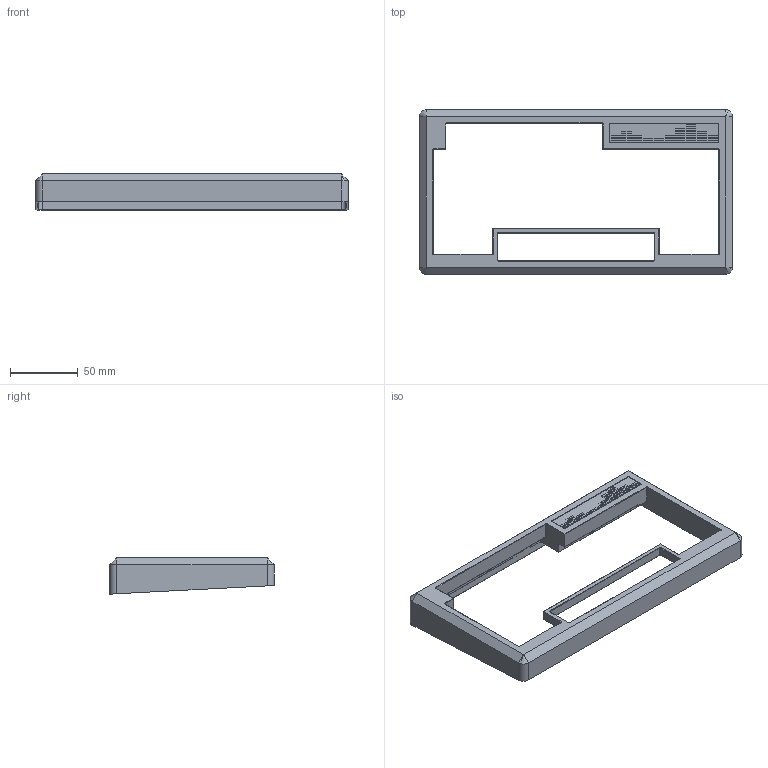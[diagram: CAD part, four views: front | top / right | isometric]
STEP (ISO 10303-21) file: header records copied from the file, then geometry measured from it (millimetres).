
FILE_DESCRIPTION(/* description */ ('STEP AP242 Edition 2','CAx-IF Rec.Pracs.---Representation and Presentation of Product Manufacturing Information (PMI)---4.0---2014-10-13','CAx-IF Rec.Pracs.---3D Tessellated Geometry---0.4---2014-09-14','2;1','CAx-IF Rec.Pracs.---User Defined Attributes---1.5---2016-08-15'),/* implementation_level */ '2;1');
FILE_NAME(/* name */ '69680365d090ae26395190b6',/* time_stamp */ '2026-01-14T20:58:14Z',/* author */ (''),/* organization */ (''),/* preprocessor_version */ 'ST-DEVELOPER v20',/* originating_system */ 'ONSHAPE BY PTC INC, 1.209',/* authorisation */ ' ');
FILE_SCHEMA (('AP242_MANAGED_MODEL_BASED_3D_ENGINEERING_MIM_LF { 1 0 10303 442 3 1 4 }'));
Length unit declared in the file: metre
Products named in the file (1): Beep_Top
Bounding box: 230.9 x 121.36 x 26.76 mm (x, y, z)
Volume: 152802.5 mm3; surface area: 51086.3 mm2
Topology: 1 solids, 1 shells, 394 faces, 957 edges, 602 vertices
Faces by surface type: plane 278, cylinder 74, cone 36, bspline 6
Full cylindrical faces by diameter (mm): 2.9 x7, 3.05 x8
Entity records: 11360 total; most frequent: CARTESIAN_POINT 2107, DIRECTION 1878, ORIENTED_EDGE 1876, EDGE_CURVE 938, LINE 716, VECTOR 716, VERTEX_POINT 602, AXIS2_PLACEMENT_3D 581
